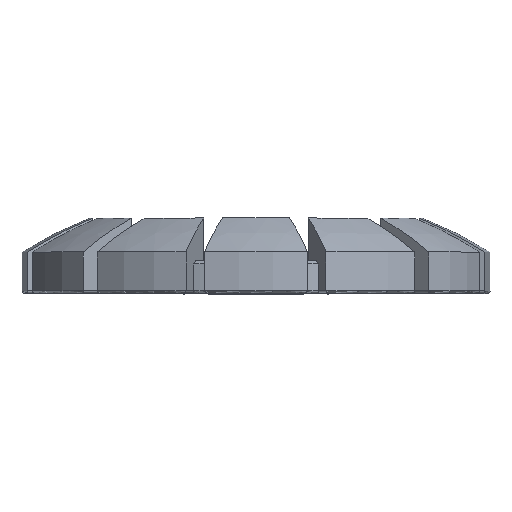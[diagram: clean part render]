
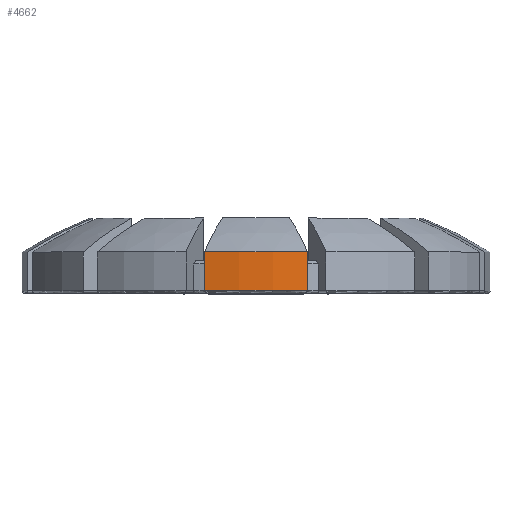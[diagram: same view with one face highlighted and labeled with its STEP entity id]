
A CAD part, top view. The second image highlights one B-rep face of the part: STEP entity #4662.
In plain terms, the highlighted cylindrical face has radius 25.6 mm (diameter 51.2 mm), a partial arc.
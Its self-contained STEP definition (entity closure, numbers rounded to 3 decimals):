
#333=CIRCLE('',#5099,25.6);
#344=CIRCLE('',#5123,25.6);
#591=FACE_OUTER_BOUND('',#869,.T.);
#869=EDGE_LOOP('',(#3662,#3663,#3664,#3665));
#1196=LINE('',#8277,#1508);
#1203=LINE('',#8307,#1515);
#1508=VECTOR('',#6132,10.);
#1515=VECTOR('',#6171,10.);
#2028=VERTEX_POINT('',#8092);
#2038=VERTEX_POINT('',#8176);
#2046=VERTEX_POINT('',#8276);
#2053=VERTEX_POINT('',#8303);
#2598=EDGE_CURVE('',#2028,#2038,#333,.T.);
#2613=EDGE_CURVE('',#2038,#2046,#1196,.T.);
#2626=EDGE_CURVE('',#2046,#2053,#344,.T.);
#2628=EDGE_CURVE('',#2028,#2053,#1203,.T.);
#3662=ORIENTED_EDGE('',*,*,#2598,.F.);
#3663=ORIENTED_EDGE('',*,*,#2628,.T.);
#3664=ORIENTED_EDGE('',*,*,#2626,.F.);
#3665=ORIENTED_EDGE('',*,*,#2613,.F.);
#4475=CYLINDRICAL_SURFACE('',#5126,25.6);
#4662=ADVANCED_FACE('',(#591),#4475,.T.);
#5099=AXIS2_PLACEMENT_3D('',#8193,#6105,#6106);
#5123=AXIS2_PLACEMENT_3D('',#8304,#6165,#6166);
#5126=AXIS2_PLACEMENT_3D('',#8308,#6172,#6173);
#6105=DIRECTION('center_axis',(0.,-1.,0.));
#6106=DIRECTION('ref_axis',(0.,0.,1.));
#6132=DIRECTION('',(0.,1.,0.));
#6165=DIRECTION('center_axis',(0.,1.,0.));
#6166=DIRECTION('ref_axis',(-0.231,0.,0.973));
#6171=DIRECTION('',(0.,1.,0.));
#6172=DIRECTION('center_axis',(0.,1.,0.));
#6173=DIRECTION('ref_axis',(-0.231,0.,0.973));
#8092=CARTESIAN_POINT('',(5.606,37.708,24.979));
#8176=CARTESIAN_POINT('',(-5.606,37.708,24.979));
#8193=CARTESIAN_POINT('Origin',(0.,37.708,0.));
#8276=CARTESIAN_POINT('',(-5.606,41.927,24.979));
#8277=CARTESIAN_POINT('',(-5.606,0.,24.979));
#8303=CARTESIAN_POINT('',(5.606,41.927,24.979));
#8304=CARTESIAN_POINT('Origin',(0.,41.927,0.));
#8307=CARTESIAN_POINT('',(5.606,0.,24.979));
#8308=CARTESIAN_POINT('Origin',(0.,0.,0.));
